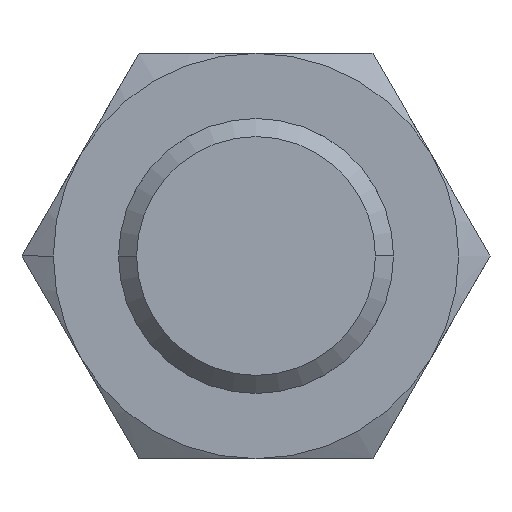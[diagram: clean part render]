
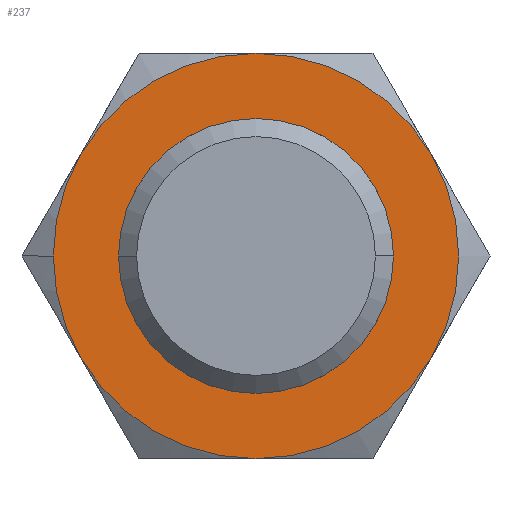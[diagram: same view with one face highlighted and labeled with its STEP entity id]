
A CAD part, front view. The second image highlights one B-rep face of the part: STEP entity #237.
In plain terms, the highlighted planar face has unit normal (0, -1, 0).
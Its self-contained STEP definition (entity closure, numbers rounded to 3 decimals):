
#15 = CARTESIAN_POINT ( 'NONE',  ( 14., 0., 0. ) ) ;
#23 = DIRECTION ( 'NONE',  ( 0., 1., 0. ) ) ;
#40 = AXIS2_PLACEMENT_3D ( 'NONE', #813, #542, #599 ) ;
#45 = VERTEX_POINT ( 'NONE', #945 ) ;
#62 = VERTEX_POINT ( 'NONE', #888 ) ;
#69 = EDGE_CURVE ( 'NONE', #867, #836, #182, .T. ) ;
#84 = CIRCLE ( 'NONE', #413, 14. ) ;
#86 = CARTESIAN_POINT ( 'NONE',  ( -12.124, 0., -7. ) ) ;
#103 = CIRCLE ( 'NONE', #716, 14. ) ;
#106 = DIRECTION ( 'NONE',  ( 0., 1., 0. ) ) ;
#124 = CARTESIAN_POINT ( 'NONE',  ( 9.5, 0., 0. ) ) ;
#136 = ORIENTED_EDGE ( 'NONE', *, *, #611, .F. ) ;
#138 = EDGE_CURVE ( 'NONE', #436, #351, #103, .T. ) ;
#156 = FACE_OUTER_BOUND ( 'NONE', #726, .T. ) ;
#163 = CIRCLE ( 'NONE', #728, 9.5 ) ;
#165 = VERTEX_POINT ( 'NONE', #176 ) ;
#171 = DIRECTION ( 'NONE',  ( -1., 0., 0. ) ) ;
#176 = CARTESIAN_POINT ( 'NONE',  ( 0., 0., 14. ) ) ;
#180 = CARTESIAN_POINT ( 'NONE',  ( 0., 0., 0. ) ) ;
#182 = CIRCLE ( 'NONE', #380, 9.5 ) ;
#186 = DIRECTION ( 'NONE',  ( -1., 0., 0. ) ) ;
#194 = AXIS2_PLACEMENT_3D ( 'NONE', #523, #297, #812 ) ;
#200 = DIRECTION ( 'NONE',  ( 0., 1., 0. ) ) ;
#214 = CARTESIAN_POINT ( 'NONE',  ( 12.124, 0., -7. ) ) ;
#237 = ADVANCED_FACE ( 'NONE', ( #156, #450 ), #393, .F. ) ;
#264 = DIRECTION ( 'NONE',  ( -1., 0., 0. ) ) ;
#272 = ORIENTED_EDGE ( 'NONE', *, *, #885, .F. ) ;
#274 = EDGE_CURVE ( 'NONE', #351, #604, #331, .T. ) ;
#282 = ORIENTED_EDGE ( 'NONE', *, *, #484, .F. ) ;
#297 = DIRECTION ( 'NONE',  ( 0., 1., 0. ) ) ;
#327 = CIRCLE ( 'NONE', #194, 14. ) ;
#331 = CIRCLE ( 'NONE', #878, 14. ) ;
#332 = CIRCLE ( 'NONE', #881, 14. ) ;
#351 = VERTEX_POINT ( 'NONE', #420 ) ;
#370 = DIRECTION ( 'NONE',  ( -1., 0., 0. ) ) ;
#374 = ORIENTED_EDGE ( 'NONE', *, *, #852, .F. ) ;
#380 = AXIS2_PLACEMENT_3D ( 'NONE', #441, #504, #370 ) ;
#381 = DIRECTION ( 'NONE',  ( -1., 0., 0. ) ) ;
#393 = PLANE ( 'NONE',  #626 ) ;
#395 = CIRCLE ( 'NONE', #919, 14. ) ;
#400 = EDGE_CURVE ( 'NONE', #836, #867, #163, .T. ) ;
#413 = AXIS2_PLACEMENT_3D ( 'NONE', #524, #831, #381 ) ;
#420 = CARTESIAN_POINT ( 'NONE',  ( 0., 0., -14. ) ) ;
#436 = VERTEX_POINT ( 'NONE', #214 ) ;
#441 = CARTESIAN_POINT ( 'NONE',  ( 0., 0., 0. ) ) ;
#450 = FACE_BOUND ( 'NONE', #512, .T. ) ;
#484 = EDGE_CURVE ( 'NONE', #165, #45, #332, .T. ) ;
#485 = CIRCLE ( 'NONE', #40, 14. ) ;
#504 = DIRECTION ( 'NONE',  ( 0., 1., 0. ) ) ;
#512 = EDGE_LOOP ( 'NONE', ( #883, #901 ) ) ;
#523 = CARTESIAN_POINT ( 'NONE',  ( 0., 0., 0. ) ) ;
#524 = CARTESIAN_POINT ( 'NONE',  ( 0., 0., 0. ) ) ;
#542 = DIRECTION ( 'NONE',  ( 0., 1., 0. ) ) ;
#557 = VERTEX_POINT ( 'NONE', #594 ) ;
#566 = DIRECTION ( 'NONE',  ( -1., 0., 0. ) ) ;
#577 = DIRECTION ( 'NONE',  ( 0., 1., 0. ) ) ;
#589 = EDGE_CURVE ( 'NONE', #557, #165, #485, .T. ) ;
#594 = CARTESIAN_POINT ( 'NONE',  ( -12.124, 0., 7. ) ) ;
#599 = DIRECTION ( 'NONE',  ( -1., 0., 0. ) ) ;
#604 = VERTEX_POINT ( 'NONE', #86 ) ;
#611 = EDGE_CURVE ( 'NONE', #604, #62, #84, .T. ) ;
#626 = AXIS2_PLACEMENT_3D ( 'NONE', #15, #678, #833 ) ;
#639 = CARTESIAN_POINT ( 'NONE',  ( 0., 0., 0. ) ) ;
#641 = ORIENTED_EDGE ( 'NONE', *, *, #589, .F. ) ;
#668 = ORIENTED_EDGE ( 'NONE', *, *, #138, .F. ) ;
#670 = CARTESIAN_POINT ( 'NONE',  ( -9.5, 0., 0. ) ) ;
#678 = DIRECTION ( 'NONE',  ( 0., 1., 0. ) ) ;
#716 = AXIS2_PLACEMENT_3D ( 'NONE', #906, #23, #171 ) ;
#726 = EDGE_LOOP ( 'NONE', ( #641, #272, #136, #897, #668, #374, #282 ) ) ;
#728 = AXIS2_PLACEMENT_3D ( 'NONE', #180, #918, #186 ) ;
#785 = CARTESIAN_POINT ( 'NONE',  ( 0., 0., 0. ) ) ;
#812 = DIRECTION ( 'NONE',  ( -1., 0., 0. ) ) ;
#813 = CARTESIAN_POINT ( 'NONE',  ( 0., 0., 0. ) ) ;
#831 = DIRECTION ( 'NONE',  ( 0., 1., 0. ) ) ;
#833 = DIRECTION ( 'NONE',  ( -1., 0., 0. ) ) ;
#836 = VERTEX_POINT ( 'NONE', #124 ) ;
#852 = EDGE_CURVE ( 'NONE', #45, #436, #327, .T. ) ;
#866 = CARTESIAN_POINT ( 'NONE',  ( 0., 0., 0. ) ) ;
#867 = VERTEX_POINT ( 'NONE', #670 ) ;
#878 = AXIS2_PLACEMENT_3D ( 'NONE', #785, #106, #264 ) ;
#881 = AXIS2_PLACEMENT_3D ( 'NONE', #866, #577, #943 ) ;
#883 = ORIENTED_EDGE ( 'NONE', *, *, #69, .T. ) ;
#885 = EDGE_CURVE ( 'NONE', #62, #557, #395, .T. ) ;
#888 = CARTESIAN_POINT ( 'NONE',  ( -14., 0., 0. ) ) ;
#897 = ORIENTED_EDGE ( 'NONE', *, *, #274, .F. ) ;
#901 = ORIENTED_EDGE ( 'NONE', *, *, #400, .T. ) ;
#906 = CARTESIAN_POINT ( 'NONE',  ( 0., 0., 0. ) ) ;
#918 = DIRECTION ( 'NONE',  ( 0., 1., 0. ) ) ;
#919 = AXIS2_PLACEMENT_3D ( 'NONE', #639, #200, #566 ) ;
#943 = DIRECTION ( 'NONE',  ( -1., 0., 0. ) ) ;
#945 = CARTESIAN_POINT ( 'NONE',  ( 12.124, 0., 7. ) ) ;
